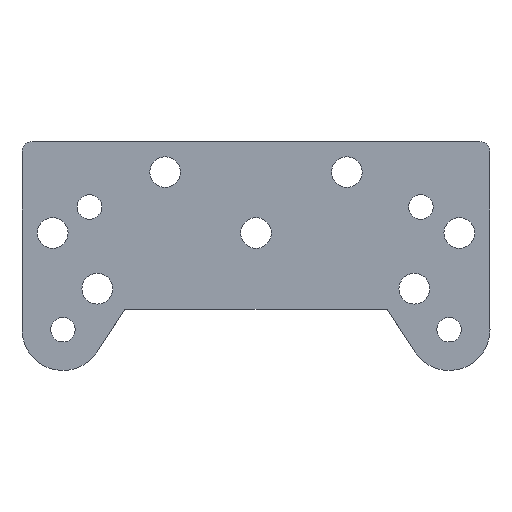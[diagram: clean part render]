
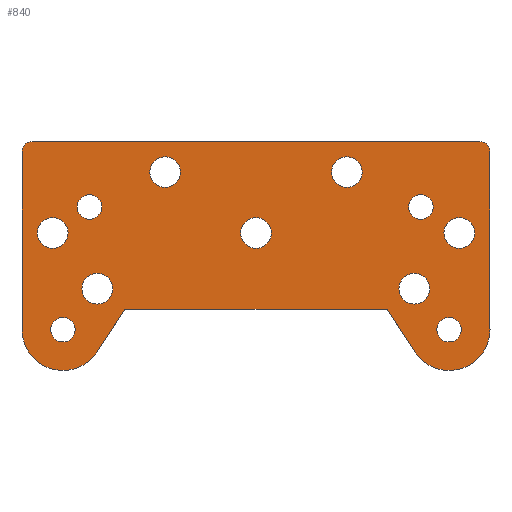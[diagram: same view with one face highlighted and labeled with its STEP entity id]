
A CAD part, front view. The second image highlights one B-rep face of the part: STEP entity #840.
In plain terms, the highlighted planar face has unit normal (0, -1, 0).
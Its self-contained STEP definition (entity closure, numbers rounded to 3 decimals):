
#55=LINE('',#1296,#132);
#59=LINE('',#1304,#136);
#68=LINE('',#1326,#145);
#72=LINE('',#1334,#149);
#79=LINE('',#1361,#156);
#80=LINE('',#1362,#157);
#132=VECTOR('',#1016,10.);
#136=VECTOR('',#1022,10.);
#145=VECTOR('',#1043,10.);
#149=VECTOR('',#1049,10.);
#156=VECTOR('',#1082,10.);
#157=VECTOR('',#1083,10.);
#203=FACE_BOUND('',#286,.T.);
#204=FACE_BOUND('',#287,.T.);
#205=FACE_BOUND('',#288,.T.);
#206=FACE_BOUND('',#289,.T.);
#207=FACE_BOUND('',#290,.T.);
#208=FACE_BOUND('',#291,.T.);
#209=FACE_BOUND('',#292,.T.);
#210=FACE_BOUND('',#293,.T.);
#211=FACE_BOUND('',#294,.T.);
#212=FACE_BOUND('',#295,.T.);
#213=FACE_BOUND('',#296,.T.);
#233=FACE_OUTER_BOUND('',#285,.T.);
#285=EDGE_LOOP('',(#652,#653,#654,#655,#656,#657,#658,#659,#660,#661));
#286=EDGE_LOOP('',(#662));
#287=EDGE_LOOP('',(#663));
#288=EDGE_LOOP('',(#664));
#289=EDGE_LOOP('',(#665));
#290=EDGE_LOOP('',(#666));
#291=EDGE_LOOP('',(#667));
#292=EDGE_LOOP('',(#668));
#293=EDGE_LOOP('',(#669));
#294=EDGE_LOOP('',(#670));
#295=EDGE_LOOP('',(#671));
#296=EDGE_LOOP('',(#672));
#343=CIRCLE('',#903,1.);
#345=CIRCLE('',#906,4.);
#347=CIRCLE('',#911,4.);
#348=CIRCLE('',#913,1.5);
#349=CIRCLE('',#915,1.5);
#350=CIRCLE('',#917,1.5);
#351=CIRCLE('',#921,1.);
#352=CIRCLE('',#922,1.5);
#353=CIRCLE('',#923,1.2);
#354=CIRCLE('',#924,1.5);
#355=CIRCLE('',#925,1.2);
#356=CIRCLE('',#926,1.5);
#357=CIRCLE('',#927,1.5);
#358=CIRCLE('',#928,1.2);
#359=CIRCLE('',#929,1.2);
#397=VERTEX_POINT('',#1293);
#398=VERTEX_POINT('',#1295);
#400=VERTEX_POINT('',#1301);
#401=VERTEX_POINT('',#1303);
#405=VERTEX_POINT('',#1313);
#406=VERTEX_POINT('',#1317);
#410=VERTEX_POINT('',#1329);
#413=VERTEX_POINT('',#1337);
#414=VERTEX_POINT('',#1342);
#415=VERTEX_POINT('',#1346);
#416=VERTEX_POINT('',#1350);
#417=VERTEX_POINT('',#1358);
#418=VERTEX_POINT('',#1359);
#419=VERTEX_POINT('',#1363);
#420=VERTEX_POINT('',#1365);
#421=VERTEX_POINT('',#1367);
#422=VERTEX_POINT('',#1369);
#423=VERTEX_POINT('',#1371);
#424=VERTEX_POINT('',#1373);
#425=VERTEX_POINT('',#1375);
#426=VERTEX_POINT('',#1377);
#478=EDGE_CURVE('',#397,#398,#55,.T.);
#482=EDGE_CURVE('',#400,#401,#59,.T.);
#488=EDGE_CURVE('',#400,#405,#343,.T.);
#491=EDGE_CURVE('',#406,#401,#345,.T.);
#494=EDGE_CURVE('',#397,#406,#68,.T.);
#498=EDGE_CURVE('',#398,#410,#72,.T.);
#501=EDGE_CURVE('',#413,#410,#347,.T.);
#503=EDGE_CURVE('',#414,#414,#348,.T.);
#505=EDGE_CURVE('',#415,#415,#349,.T.);
#507=EDGE_CURVE('',#416,#416,#350,.T.);
#510=EDGE_CURVE('',#417,#418,#351,.T.);
#511=EDGE_CURVE('',#413,#418,#79,.T.);
#512=EDGE_CURVE('',#417,#405,#80,.T.);
#513=EDGE_CURVE('',#419,#419,#352,.T.);
#514=EDGE_CURVE('',#420,#420,#353,.T.);
#515=EDGE_CURVE('',#421,#421,#354,.T.);
#516=EDGE_CURVE('',#422,#422,#355,.T.);
#517=EDGE_CURVE('',#423,#423,#356,.T.);
#518=EDGE_CURVE('',#424,#424,#357,.T.);
#519=EDGE_CURVE('',#425,#425,#358,.T.);
#520=EDGE_CURVE('',#426,#426,#359,.T.);
#652=ORIENTED_EDGE('',*,*,#510,.T.);
#653=ORIENTED_EDGE('',*,*,#511,.F.);
#654=ORIENTED_EDGE('',*,*,#501,.T.);
#655=ORIENTED_EDGE('',*,*,#498,.F.);
#656=ORIENTED_EDGE('',*,*,#478,.F.);
#657=ORIENTED_EDGE('',*,*,#494,.T.);
#658=ORIENTED_EDGE('',*,*,#491,.T.);
#659=ORIENTED_EDGE('',*,*,#482,.F.);
#660=ORIENTED_EDGE('',*,*,#488,.T.);
#661=ORIENTED_EDGE('',*,*,#512,.F.);
#662=ORIENTED_EDGE('',*,*,#513,.T.);
#663=ORIENTED_EDGE('',*,*,#514,.T.);
#664=ORIENTED_EDGE('',*,*,#515,.T.);
#665=ORIENTED_EDGE('',*,*,#516,.T.);
#666=ORIENTED_EDGE('',*,*,#517,.T.);
#667=ORIENTED_EDGE('',*,*,#518,.T.);
#668=ORIENTED_EDGE('',*,*,#519,.T.);
#669=ORIENTED_EDGE('',*,*,#520,.T.);
#670=ORIENTED_EDGE('',*,*,#503,.T.);
#671=ORIENTED_EDGE('',*,*,#505,.T.);
#672=ORIENTED_EDGE('',*,*,#507,.T.);
#810=PLANE('',#920);
#840=ADVANCED_FACE('',(#233,#203,#204,#205,#206,#207,#208,#209,#210,#211,
#212,#213),#810,.T.);
#903=AXIS2_PLACEMENT_3D('',#1315,#1030,#1031);
#906=AXIS2_PLACEMENT_3D('',#1321,#1037,#1038);
#911=AXIS2_PLACEMENT_3D('',#1340,#1055,#1056);
#913=AXIS2_PLACEMENT_3D('',#1344,#1060,#1061);
#915=AXIS2_PLACEMENT_3D('',#1348,#1065,#1066);
#917=AXIS2_PLACEMENT_3D('',#1352,#1070,#1071);
#920=AXIS2_PLACEMENT_3D('',#1357,#1078,#1079);
#921=AXIS2_PLACEMENT_3D('',#1360,#1080,#1081);
#922=AXIS2_PLACEMENT_3D('',#1364,#1084,#1085);
#923=AXIS2_PLACEMENT_3D('',#1366,#1086,#1087);
#924=AXIS2_PLACEMENT_3D('',#1368,#1088,#1089);
#925=AXIS2_PLACEMENT_3D('',#1370,#1090,#1091);
#926=AXIS2_PLACEMENT_3D('',#1372,#1092,#1093);
#927=AXIS2_PLACEMENT_3D('',#1374,#1094,#1095);
#928=AXIS2_PLACEMENT_3D('',#1376,#1096,#1097);
#929=AXIS2_PLACEMENT_3D('',#1378,#1098,#1099);
#1016=DIRECTION('',(-1.,0.,0.));
#1022=DIRECTION('',(0.,0.,-1.));
#1030=DIRECTION('center_axis',(0.,-1.,0.));
#1031=DIRECTION('ref_axis',(1.,0.,0.));
#1037=DIRECTION('center_axis',(0.,-1.,0.));
#1038=DIRECTION('ref_axis',(-0.84,0.,-0.543));
#1043=DIRECTION('',(0.543,0.,-0.84));
#1049=DIRECTION('',(-0.543,0.,-0.84));
#1055=DIRECTION('center_axis',(0.,-1.,0.));
#1056=DIRECTION('ref_axis',(-1.,0.,0.));
#1060=DIRECTION('center_axis',(0.,1.,0.));
#1061=DIRECTION('ref_axis',(0.,0.,1.));
#1065=DIRECTION('center_axis',(0.,1.,0.));
#1066=DIRECTION('ref_axis',(0.,0.,1.));
#1070=DIRECTION('center_axis',(0.,1.,0.));
#1071=DIRECTION('ref_axis',(0.,0.,1.));
#1078=DIRECTION('center_axis',(0.,-1.,0.));
#1079=DIRECTION('ref_axis',(1.,0.,0.));
#1080=DIRECTION('center_axis',(0.,-1.,0.));
#1081=DIRECTION('ref_axis',(0.,0.,1.));
#1082=DIRECTION('',(0.,0.,1.));
#1083=DIRECTION('',(1.,0.,0.));
#1084=DIRECTION('center_axis',(0.,1.,0.));
#1085=DIRECTION('ref_axis',(1.,0.,0.));
#1086=DIRECTION('center_axis',(0.,1.,0.));
#1087=DIRECTION('ref_axis',(1.,0.,0.));
#1088=DIRECTION('center_axis',(0.,1.,0.));
#1089=DIRECTION('ref_axis',(1.,0.,0.));
#1090=DIRECTION('center_axis',(0.,1.,0.));
#1091=DIRECTION('ref_axis',(1.,0.,0.));
#1092=DIRECTION('center_axis',(0.,1.,0.));
#1093=DIRECTION('ref_axis',(1.,0.,0.));
#1094=DIRECTION('center_axis',(0.,1.,0.));
#1095=DIRECTION('ref_axis',(1.,0.,0.));
#1096=DIRECTION('center_axis',(0.,1.,0.));
#1097=DIRECTION('ref_axis',(1.,0.,0.));
#1098=DIRECTION('center_axis',(0.,1.,0.));
#1099=DIRECTION('ref_axis',(1.,0.,0.));
#1293=CARTESIAN_POINT('',(12.824,21.744,60.038));
#1295=CARTESIAN_POINT('',(-12.824,21.744,60.038));
#1296=CARTESIAN_POINT('',(12.824,21.744,60.038));
#1301=CARTESIAN_POINT('',(22.88,21.744,75.438));
#1303=CARTESIAN_POINT('',(22.88,21.744,58.039));
#1304=CARTESIAN_POINT('',(22.88,21.744,63.703));
#1313=CARTESIAN_POINT('',(21.88,21.744,76.438));
#1315=CARTESIAN_POINT('Origin',(21.88,21.744,75.438));
#1317=CARTESIAN_POINT('',(15.521,21.744,55.867));
#1321=CARTESIAN_POINT('Origin',(18.88,21.744,58.039));
#1326=CARTESIAN_POINT('',(12.824,21.744,60.038));
#1329=CARTESIAN_POINT('',(-15.521,21.744,55.867));
#1334=CARTESIAN_POINT('',(-12.824,21.744,60.038));
#1337=CARTESIAN_POINT('',(-22.88,21.744,58.039));
#1340=CARTESIAN_POINT('Origin',(-18.88,21.744,58.039));
#1342=CARTESIAN_POINT('',(0.,21.744,65.998));
#1344=CARTESIAN_POINT('Origin',(0.,21.744,
67.498));
#1346=CARTESIAN_POINT('',(19.88,21.744,65.998));
#1348=CARTESIAN_POINT('Origin',(19.88,21.744,67.498));
#1350=CARTESIAN_POINT('',(-19.88,21.744,65.998));
#1352=CARTESIAN_POINT('Origin',(-19.88,21.744,67.498));
#1357=CARTESIAN_POINT('Origin',(0.,21.744,
65.238));
#1358=CARTESIAN_POINT('',(-21.88,21.744,76.438));
#1359=CARTESIAN_POINT('',(-22.88,21.744,75.438));
#1360=CARTESIAN_POINT('Origin',(-21.88,21.744,75.438));
#1361=CARTESIAN_POINT('',(-22.88,21.744,63.885));
#1362=CARTESIAN_POINT('',(-21.88,21.744,76.438));
#1363=CARTESIAN_POINT('',(13.98,21.744,62.038));
#1364=CARTESIAN_POINT('Origin',(15.48,21.744,62.038));
#1365=CARTESIAN_POINT('',(17.68,21.744,58.039));
#1366=CARTESIAN_POINT('Origin',(18.88,21.744,58.039));
#1367=CARTESIAN_POINT('',(-17.02,21.744,62.039));
#1368=CARTESIAN_POINT('Origin',(-15.52,21.744,62.039));
#1369=CARTESIAN_POINT('',(-20.08,21.744,58.039));
#1370=CARTESIAN_POINT('Origin',(-18.88,21.744,58.039));
#1371=CARTESIAN_POINT('',(7.38,21.744,73.438));
#1372=CARTESIAN_POINT('Origin',(8.88,21.744,73.438));
#1373=CARTESIAN_POINT('',(-10.38,21.744,73.438));
#1374=CARTESIAN_POINT('Origin',(-8.88,21.744,73.438));
#1375=CARTESIAN_POINT('',(14.918,21.744,70.025));
#1376=CARTESIAN_POINT('Origin',(16.118,21.744,70.025));
#1377=CARTESIAN_POINT('',(-17.481,21.744,70.025));
#1378=CARTESIAN_POINT('Origin',(-16.281,21.744,70.025));
